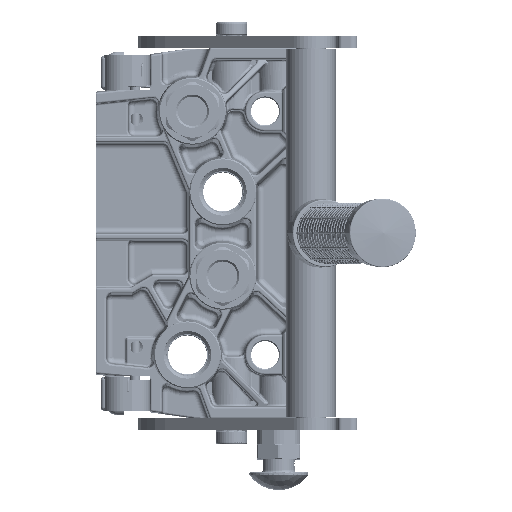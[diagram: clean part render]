
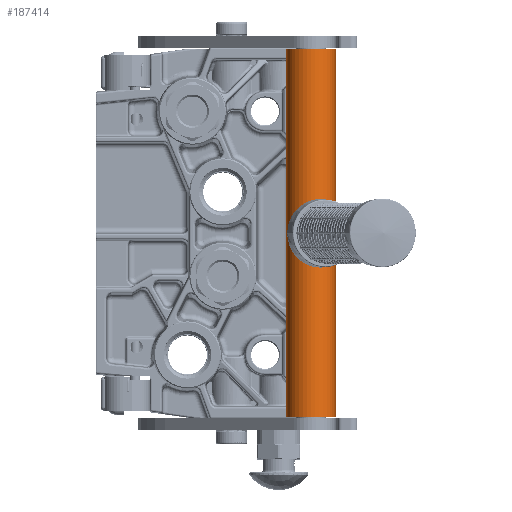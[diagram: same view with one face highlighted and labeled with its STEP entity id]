
A CAD part, top view. The second image highlights one B-rep face of the part: STEP entity #187414.
In plain terms, the highlighted cylindrical face has radius 12.5 mm (diameter 25 mm), a partial arc.
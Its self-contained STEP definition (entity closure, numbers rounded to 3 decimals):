
#8362 = EDGE_CURVE ( 'NONE', #208436, #49187, #213950, .T. ) ;
#9842 = CARTESIAN_POINT ( 'NONE',  ( 192., 0., 12.5 ) ) ;
#14740 = DIRECTION ( 'NONE',  ( -1., 0., 0. ) ) ;
#17380 = EDGE_LOOP ( 'NONE', ( #253153, #59248, #67939, #178415 ) ) ;
#19535 = EDGE_CURVE ( 'NONE', #44935, #49187, #147474, .T. ) ;
#19567 = CARTESIAN_POINT ( 'NONE',  ( 192., 0., 12.5 ) ) ;
#22385 = AXIS2_PLACEMENT_3D ( 'NONE', #251554, #208306, #272306 ) ;
#44935 = VERTEX_POINT ( 'NONE', #244314 ) ;
#49187 = VERTEX_POINT ( 'NONE', #139153 ) ;
#57047 = EDGE_CURVE ( 'NONE', #122880, #208436, #224778, .T. ) ;
#59248 = ORIENTED_EDGE ( 'NONE', *, *, #8362, .F. ) ;
#59656 = DIRECTION ( 'NONE',  ( 0., 0., -1. ) ) ;
#67939 = ORIENTED_EDGE ( 'NONE', *, *, #57047, .F. ) ;
#95191 = DIRECTION ( 'NONE',  ( -1., 0., 0. ) ) ;
#103684 = CARTESIAN_POINT ( 'NONE',  ( 192., 0., 0. ) ) ;
#107696 = VECTOR ( 'NONE', #14740, 1000. ) ;
#114743 = AXIS2_PLACEMENT_3D ( 'NONE', #103684, #230990, #59656 ) ;
#122880 = VERTEX_POINT ( 'NONE', #139727 ) ;
#129556 = DIRECTION ( 'NONE',  ( 1., 0., 0. ) ) ;
#139153 = CARTESIAN_POINT ( 'NONE',  ( 4.5, 0., 12.5 ) ) ;
#139727 = CARTESIAN_POINT ( 'NONE',  ( 192., 0., -12.5 ) ) ;
#143598 = VECTOR ( 'NONE', #95191, 1000. ) ;
#147474 = CIRCLE ( 'NONE', #154417, 12.5 ) ;
#154417 = AXIS2_PLACEMENT_3D ( 'NONE', #257979, #129556, #238211 ) ;
#156301 = FACE_OUTER_BOUND ( 'NONE', #17380, .T. ) ;
#178415 = ORIENTED_EDGE ( 'NONE', *, *, #262172, .T. ) ;
#187414 = ADVANCED_FACE ( 'NONE', ( #156301 ), #192998, .T. ) ;
#192998 = CYLINDRICAL_SURFACE ( 'NONE', #22385, 12.5 ) ;
#208306 = DIRECTION ( 'NONE',  ( -1., 0., 0. ) ) ;
#208436 = VERTEX_POINT ( 'NONE', #19567 ) ;
#213950 = LINE ( 'NONE', #9842, #143598 ) ;
#224778 = CIRCLE ( 'NONE', #114743, 12.5 ) ;
#230990 = DIRECTION ( 'NONE',  ( 1., 0., 0. ) ) ;
#238211 = DIRECTION ( 'NONE',  ( 0., 0., -1. ) ) ;
#244314 = CARTESIAN_POINT ( 'NONE',  ( 4.5, 0., -12.5 ) ) ;
#248609 = LINE ( 'NONE', #249924, #107696 ) ;
#249924 = CARTESIAN_POINT ( 'NONE',  ( 192., 0., -12.5 ) ) ;
#251554 = CARTESIAN_POINT ( 'NONE',  ( -9.825, 0., 0. ) ) ;
#253153 = ORIENTED_EDGE ( 'NONE', *, *, #19535, .T. ) ;
#257979 = CARTESIAN_POINT ( 'NONE',  ( 4.5, 0., 0. ) ) ;
#262172 = EDGE_CURVE ( 'NONE', #122880, #44935, #248609, .T. ) ;
#272306 = DIRECTION ( 'NONE',  ( 0., 0., 1. ) ) ;
